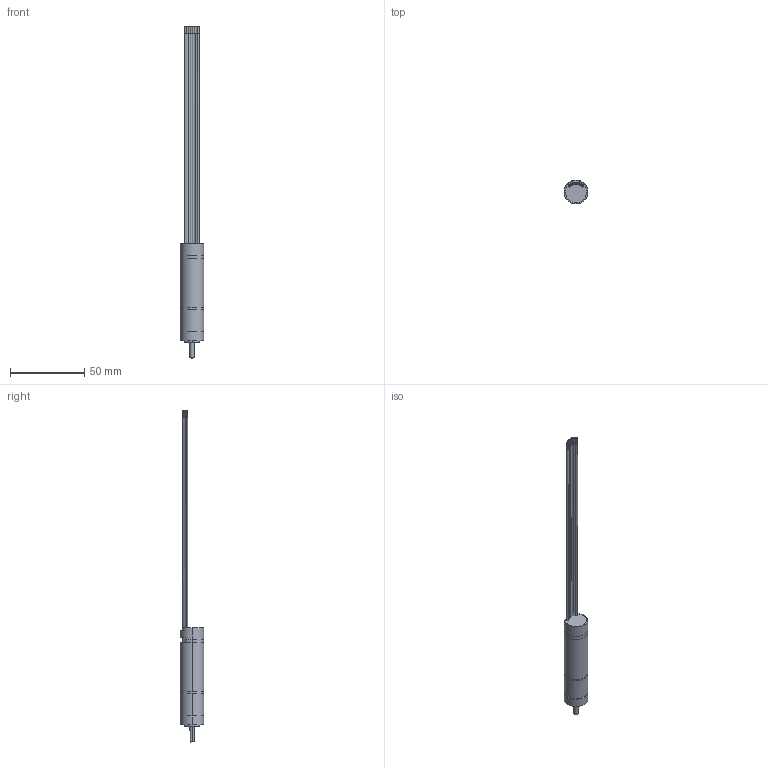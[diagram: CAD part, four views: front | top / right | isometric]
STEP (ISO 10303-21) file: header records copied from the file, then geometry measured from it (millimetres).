
FILE_DESCRIPTION (( 'STEP AP203' ), '1' );
FILE_NAME ('ECU16036+M16+PG16M-0021.STEP', '2020-12-04T09:19:59', ( '88' ), ( '' ), 'SwSTEP 2.0', 'SolidWorks 2014', '' );
FILE_SCHEMA (( 'CONFIG_CONTROL_DESIGN' ));
Length unit declared in the file: millimetre
Products named in the file (1): ECU16036+M16+PG16M-0021
Bounding box: 16 x 16 x 223.1 mm (x, y, z)
Surface area: 11680.5 mm2 (no closed solid volume)
Topology: 0 solids, 16 shells, 148 faces, 536 edges, 410 vertices
Faces by surface type: cylinder 83, plane 42, bspline 12, cone 11
Entity records: 7104 total; most frequent: CARTESIAN_POINT 2715, ORIENTED_EDGE 855, DIRECTION 820, EDGE_CURVE 536, VERTEX_POINT 410, AXIS2_PLACEMENT_3D 316, LINE 188, VECTOR 188
